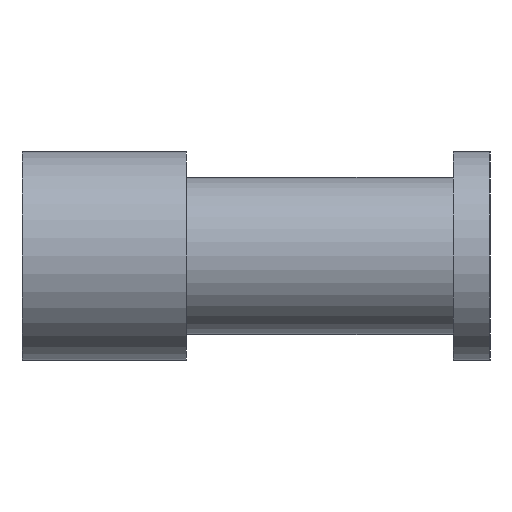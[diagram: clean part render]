
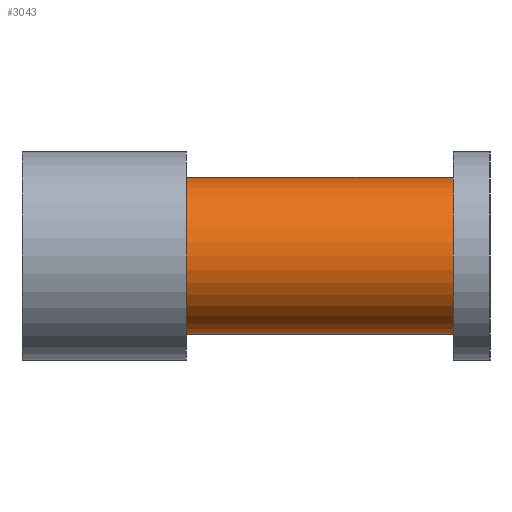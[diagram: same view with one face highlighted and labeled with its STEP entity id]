
A CAD part, left-side view. The second image highlights one B-rep face of the part: STEP entity #3043.
In plain terms, the highlighted cylindrical face has radius 7.5 mm (diameter 15 mm), a partial arc.
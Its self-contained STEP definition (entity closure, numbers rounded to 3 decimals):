
#45=CIRCLE('',#3240,7.5);
#46=CIRCLE('',#3241,7.5);
#135=CYLINDRICAL_SURFACE('',#3239,7.5);
#185=FACE_OUTER_BOUND('',#349,.T.);
#349=EDGE_LOOP('',(#2045,#2046,#2047,#2048));
#537=LINE('',#4453,#895);
#538=LINE('',#4456,#896);
#895=VECTOR('',#3557,1000.);
#896=VECTOR('',#3560,1000.);
#1263=VERTEX_POINT('',#4449);
#1264=VERTEX_POINT('',#4450);
#1265=VERTEX_POINT('',#4452);
#1266=VERTEX_POINT('',#4454);
#1577=EDGE_CURVE('',#1263,#1264,#45,.T.);
#1578=EDGE_CURVE('',#1263,#1265,#537,.T.);
#1579=EDGE_CURVE('',#1266,#1265,#46,.T.);
#1580=EDGE_CURVE('',#1264,#1266,#538,.T.);
#2045=ORIENTED_EDGE('',*,*,#1577,.F.);
#2046=ORIENTED_EDGE('',*,*,#1578,.T.);
#2047=ORIENTED_EDGE('',*,*,#1579,.F.);
#2048=ORIENTED_EDGE('',*,*,#1580,.F.);
#3043=ADVANCED_FACE('',(#185),#135,.T.);
#3239=AXIS2_PLACEMENT_3D('',#4448,#3553,#3554);
#3240=AXIS2_PLACEMENT_3D('',#4451,#3555,#3556);
#3241=AXIS2_PLACEMENT_3D('',#4455,#3558,#3559);
#3553=DIRECTION('center_axis',(0.,-1.,0.));
#3554=DIRECTION('ref_axis',(-1.,0.,0.));
#3555=DIRECTION('center_axis',(0.,1.,0.));
#3556=DIRECTION('ref_axis',(0.,0.,1.));
#3557=DIRECTION('',(0.,-1.,0.));
#3558=DIRECTION('center_axis',(0.,-1.,0.));
#3559=DIRECTION('ref_axis',(0.,0.,-1.));
#3560=DIRECTION('',(0.,-1.,0.));
#4448=CARTESIAN_POINT('Origin',(-126.5,16.,0.));
#4449=CARTESIAN_POINT('',(-119.152,13.,-1.5));
#4450=CARTESIAN_POINT('',(-119.152,13.,1.5));
#4451=CARTESIAN_POINT('Origin',(-126.5,13.,0.));
#4452=CARTESIAN_POINT('',(-119.152,-12.5,-1.5));
#4453=CARTESIAN_POINT('',(-119.152,16.,-1.5));
#4454=CARTESIAN_POINT('',(-119.152,-12.5,1.5));
#4455=CARTESIAN_POINT('Origin',(-126.5,-12.5,0.));
#4456=CARTESIAN_POINT('',(-119.152,16.,1.5));
